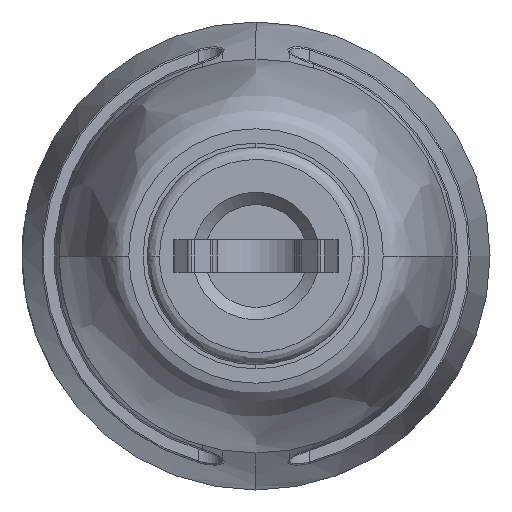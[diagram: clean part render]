
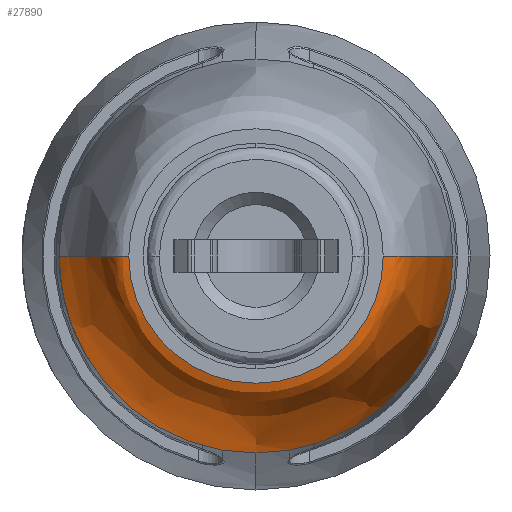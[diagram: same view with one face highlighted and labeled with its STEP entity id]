
A CAD part, left-side view. The second image highlights one B-rep face of the part: STEP entity #27890.
In plain terms, the highlighted free-form (B-spline) face has degree [3, 3] with [6, 4] control points.
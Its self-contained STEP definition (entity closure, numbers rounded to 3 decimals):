
#1100 = CARTESIAN_POINT ( 'NONE',  ( 4.822, -3.71, 0. ) ) ;
#1228 = CARTESIAN_POINT ( 'NONE',  ( 13.822, 0., 0. ) ) ;
#1521 = CARTESIAN_POINT ( 'NONE',  ( 4.822, 3.71, -7.421 ) ) ;
#1631 = CARTESIAN_POINT ( 'NONE',  ( 4.822, -3.1, 0. ) ) ;
#1945 = EDGE_LOOP ( 'NONE', ( #11369, #9971, #20951, #26394, #40889 ) ) ;
#2742 = DIRECTION ( 'NONE',  ( 0., 0., 1. ) ) ;
#2898 = CARTESIAN_POINT ( 'NONE',  ( 13.822, 0., -4.8 ) ) ;
#2955 = CARTESIAN_POINT ( 'NONE',  ( 6.753, 4.294, 0. ) ) ;
#4220 = CARTESIAN_POINT ( 'NONE',  ( 13.822, 4.8, -9.6 ) ) ;
#4365 = CARTESIAN_POINT ( 'NONE',  ( 4.822, -3.1, 0. ) ) ;
#4777 = CARTESIAN_POINT ( 'NONE',  ( 4.822, 3.1, 0. ) ) ;
#4879 = CARTESIAN_POINT ( 'NONE',  ( 4.822, -3.71, 0. ) ) ;
#6087 = CARTESIAN_POINT ( 'NONE',  ( 13.398, 4.8, 0. ) ) ;
#7465 = AXIS2_PLACEMENT_3D ( 'NONE', #36650, #20461, #17023 ) ;
#7632 = CARTESIAN_POINT ( 'NONE',  ( 13.398, 4.8, -9.6 ) ) ;
#7767 = CARTESIAN_POINT ( 'NONE',  ( 10.153, 4.759, 0. ) ) ;
#8685 = CARTESIAN_POINT ( 'NONE',  ( 13.398, -4.8, 0. ) ) ;
#9971 = ORIENTED_EDGE ( 'NONE', *, *, #30147, .T. ) ;
#10613 = EDGE_CURVE ( 'NONE', #35060, #26605, #36232, .T. ) ;
#10993 = CARTESIAN_POINT ( 'NONE',  ( 6.753, 4.294, 0. ) ) ;
#11091 = VERTEX_POINT ( 'NONE', #16926 ) ;
#11140 = CARTESIAN_POINT ( 'NONE',  ( 13.822, -4.8, -9.6 ) ) ;
#11369 = ORIENTED_EDGE ( 'NONE', *, *, #10613, .T. ) ;
#13605 = CIRCLE ( 'NONE', #7465, 3.1 ) ;
#14118 = CARTESIAN_POINT ( 'NONE',  ( 6.753, -4.294, 0. ) ) ;
#14399 = CARTESIAN_POINT ( 'NONE',  ( 13.822, 4.8, 0. ) ) ;
#14567 = VERTEX_POINT ( 'NONE', #35363 ) ;
#14776 = CARTESIAN_POINT ( 'NONE',  ( 13.822, -4.8, 0. ) ) ;
#15954 = CIRCLE ( 'NONE', #18296, 4.8 ) ;
#16926 = CARTESIAN_POINT ( 'NONE',  ( 13.822, 4.8, 0. ) ) ;
#17023 = DIRECTION ( 'NONE',  ( 0., 0., 1. ) ) ;
#17381 = CARTESIAN_POINT ( 'NONE',  ( 6.753, -4.294, -8.588 ) ) ;
#17644 = CARTESIAN_POINT ( 'NONE',  ( 6.753, 4.294, -8.588 ) ) ;
#17778 = CARTESIAN_POINT ( 'NONE',  ( 13.398, 4.8, 0. ) ) ;
#18296 = AXIS2_PLACEMENT_3D ( 'NONE', #1228, #27147, #33713 ) ;
#20461 = DIRECTION ( 'NONE',  ( -1., 0., 0. ) ) ;
#20657 = CARTESIAN_POINT ( 'NONE',  ( 13.398, -4.8, -9.6 ) ) ;
#20951 = ORIENTED_EDGE ( 'NONE', *, *, #37047, .F. ) ;
#21072 = FACE_OUTER_BOUND ( 'NONE', #1945, .T. ) ;
#21077 = CARTESIAN_POINT ( 'NONE',  ( 4.822, 3.71, 0. ) ) ;
#22181 = CARTESIAN_POINT ( 'NONE',  ( 4.822, 3.1, 0. ) ) ;
#22326 = DIRECTION ( 'NONE',  ( -1., 0., 0. ) ) ;
#22398 = CARTESIAN_POINT ( 'NONE',  ( 13.822, 4.8, 0. ) ) ;
#22466 = CARTESIAN_POINT ( 'NONE',  ( 13.822, 0., 0. ) ) ;
#23622 = CARTESIAN_POINT ( 'NONE',  ( 4.822, -3.1, -6.2 ) ) ;
#24163 = CARTESIAN_POINT ( 'NONE',  ( 4.822, -3.71, -7.421 ) ) ;
#26394 = ORIENTED_EDGE ( 'NONE', *, *, #32116, .F. ) ;
#26605 = VERTEX_POINT ( 'NONE', #32442 ) ;
#27147 = DIRECTION ( 'NONE',  ( -1., 0., 0. ) ) ;
#27441 = CARTESIAN_POINT ( 'NONE',  ( 10.153, -4.759, -9.518 ) ) ;
#27890 = ADVANCED_FACE ( 'NONE', ( #21072 ), #28821, .F. ) ;
#27891 = EDGE_CURVE ( 'NONE', #11091, #35060, #15954, .T. ) ;
#28821 =( BOUNDED_SURFACE ( )  B_SPLINE_SURFACE ( 3, 3, ( 
 ( #14399, #4220, #11140, #33579 ),
 ( #17778, #7632, #20657, #40265 ),
 ( #7767, #37146, #27441, #40534 ),
 ( #10993, #17644, #17381, #14118 ),
 ( #21077, #1521, #24163, #1100 ),
 ( #4777, #30421, #23622, #4365 ) ),
 .UNSPECIFIED., .F., .F., .F. ) 
 B_SPLINE_SURFACE_WITH_KNOTS ( ( 4, 1, 1, 4 ),
 ( 4, 4 ),
 ( 0., 0.429, 0.529, 1. ),
 ( 0., 1. ),
 .UNSPECIFIED. ) 
 GEOMETRIC_REPRESENTATION_ITEM ( )  RATIONAL_B_SPLINE_SURFACE ( (
 ( 1., 0.333, 0.333, 1.),
 ( 1., 0.333, 0.333, 1.),
 ( 1., 0.333, 0.333, 1.),
 ( 1., 0.333, 0.333, 1.),
 ( 1., 0.333, 0.333, 1.),
 ( 1., 0.333, 0.333, 1.) ) ) 
 REPRESENTATION_ITEM ( '' )  SURFACE ( )  );
#30147 = EDGE_CURVE ( 'NONE', #26605, #14567, #38730, .T. ) ;
#30421 = CARTESIAN_POINT ( 'NONE',  ( 4.822, 3.1, -6.2 ) ) ;
#32116 = EDGE_CURVE ( 'NONE', #11091, #35773, #40760, .T. ) ;
#32170 = CARTESIAN_POINT ( 'NONE',  ( 4.822, 3.1, 0. ) ) ;
#32442 = CARTESIAN_POINT ( 'NONE',  ( 13.822, -4.8, 0. ) ) ;
#32445 = CARTESIAN_POINT ( 'NONE',  ( 10.153, 4.759, 0. ) ) ;
#33579 = CARTESIAN_POINT ( 'NONE',  ( 13.822, -4.8, 0. ) ) ;
#33713 = DIRECTION ( 'NONE',  ( 0., 0., 1. ) ) ;
#35060 = VERTEX_POINT ( 'NONE', #2898 ) ;
#35363 = CARTESIAN_POINT ( 'NONE',  ( 4.822, -3.1, 0. ) ) ;
#35736 = CARTESIAN_POINT ( 'NONE',  ( 4.822, 3.71, 0. ) ) ;
#35773 = VERTEX_POINT ( 'NONE', #22181 ) ;
#36232 = CIRCLE ( 'NONE', #40582, 4.8 ) ;
#36650 = CARTESIAN_POINT ( 'NONE',  ( 4.822, 0., 0. ) ) ;
#37047 = EDGE_CURVE ( 'NONE', #35773, #14567, #13605, .T. ) ;
#37146 = CARTESIAN_POINT ( 'NONE',  ( 10.153, 4.759, -9.518 ) ) ;
#37248 = CARTESIAN_POINT ( 'NONE',  ( 10.153, -4.759, 0. ) ) ;
#38730 = B_SPLINE_CURVE_WITH_KNOTS ( 'NONE', 3,
 ( #14776, #8685, #37248, #40499, #4879, #1631 ),
 .UNSPECIFIED., .F., .F.,
 ( 4, 1, 1, 4 ),
 ( 0., 0.429, 0.529, 1. ),
 .UNSPECIFIED. ) ;
#40265 = CARTESIAN_POINT ( 'NONE',  ( 13.398, -4.8, 0. ) ) ;
#40499 = CARTESIAN_POINT ( 'NONE',  ( 6.753, -4.294, 0. ) ) ;
#40534 = CARTESIAN_POINT ( 'NONE',  ( 10.153, -4.759, 0. ) ) ;
#40582 = AXIS2_PLACEMENT_3D ( 'NONE', #22466, #22326, #2742 ) ;
#40760 = B_SPLINE_CURVE_WITH_KNOTS ( 'NONE', 3,
 ( #22398, #6087, #32445, #2955, #35736, #32170 ),
 .UNSPECIFIED., .F., .F.,
 ( 4, 1, 1, 4 ),
 ( 0., 0.429, 0.529, 1. ),
 .UNSPECIFIED. ) ;
#40889 = ORIENTED_EDGE ( 'NONE', *, *, #27891, .T. ) ;
